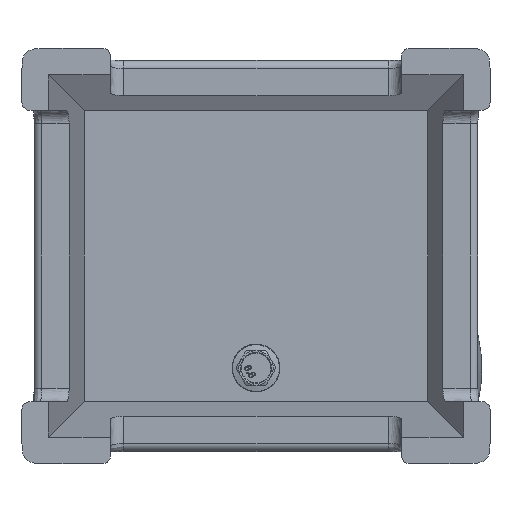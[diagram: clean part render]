
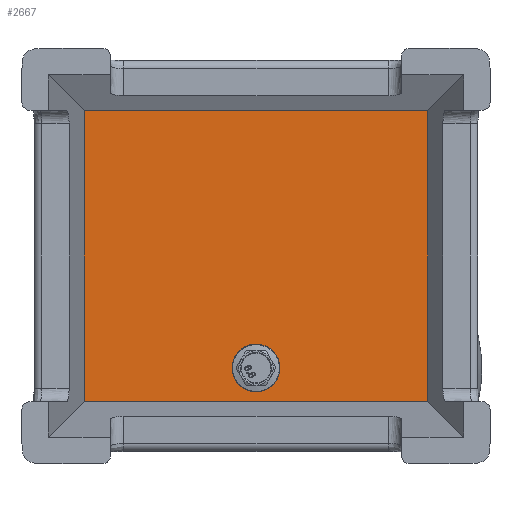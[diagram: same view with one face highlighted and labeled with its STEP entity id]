
A CAD part, front view. The second image highlights one B-rep face of the part: STEP entity #2667.
In plain terms, the highlighted free-form (B-spline) face has degree [1, 1] with [2, 2] control points.
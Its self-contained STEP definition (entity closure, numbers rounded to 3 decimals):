
#97 = VERTEX_POINT('',#98);
#98 = CARTESIAN_POINT('',(5.718,-4.289,-60.469
    ));
#103 = EDGE_CURVE('',#97,#97,#104,.T.);
#104 = ( BOUNDED_CURVE() B_SPLINE_CURVE(2,(#105,#106,#107,#108,#109,#110
,#111),.UNSPECIFIED.,.T.,.F.) B_SPLINE_CURVE_WITH_KNOTS((3,2,2,3),(
    3.142,5.236,7.33,9.425),
.PIECEWISE_BEZIER_KNOTS.) CURVE() GEOMETRIC_REPRESENTATION_ITEM() 
RATIONAL_B_SPLINE_CURVE((1.,0.5,1.,0.5,1.,0.5,1.)) REPRESENTATION_ITEM(
  '') );
#105 = CARTESIAN_POINT('',(5.718,-4.289,
    -60.469));
#106 = CARTESIAN_POINT('',(5.718,-4.289,
    -70.373));
#107 = CARTESIAN_POINT('',(-2.859,-4.289,
    -65.421));
#108 = CARTESIAN_POINT('',(-11.436,-4.289,
    -60.469));
#109 = CARTESIAN_POINT('',(-2.859,-4.289,
    -55.517));
#110 = CARTESIAN_POINT('',(5.718,-4.289,
    -50.565));
#111 = CARTESIAN_POINT('',(5.718,-4.289,
    -60.469));
#2456 = VERTEX_POINT('',#2457);
#2457 = CARTESIAN_POINT('',(-92.636,-4.289,
    -78.341));
#2462 = EDGE_CURVE('',#2463,#2456,#2465,.T.);
#2463 = VERTEX_POINT('',#2464);
#2464 = CARTESIAN_POINT('',(-92.636,-4.289,
    78.341));
#2465 = B_SPLINE_CURVE_WITH_KNOTS('',1,(#2466,#2467),.UNSPECIFIED.,.F.,
  .F.,(2,2),(13.607,123.21),.PIECEWISE_BEZIER_KNOTS.);
#2466 = CARTESIAN_POINT('',(-92.636,-4.289,
    78.341));
#2467 = CARTESIAN_POINT('',(-92.636,-4.289,
    -78.341));
#2600 = VERTEX_POINT('',#2601);
#2601 = CARTESIAN_POINT('',(92.636,-4.289,
    -78.341));
#2606 = EDGE_CURVE('',#2456,#2600,#2607,.T.);
#2607 = B_SPLINE_CURVE_WITH_KNOTS('',1,(#2608,#2609),.UNSPECIFIED.,.F.,
  .F.,(2,2),(13.607,143.21),.PIECEWISE_BEZIER_KNOTS.);
#2608 = CARTESIAN_POINT('',(-92.636,-4.289,
    -78.341));
#2609 = CARTESIAN_POINT('',(92.636,-4.289,
    -78.341));
#2624 = VERTEX_POINT('',#2625);
#2625 = CARTESIAN_POINT('',(92.636,-4.289,
    78.341));
#2630 = EDGE_CURVE('',#2600,#2624,#2631,.T.);
#2631 = B_SPLINE_CURVE_WITH_KNOTS('',1,(#2632,#2633),.UNSPECIFIED.,.F.,
  .F.,(2,2),(13.607,123.21),.PIECEWISE_BEZIER_KNOTS.);
#2632 = CARTESIAN_POINT('',(92.636,-4.289,
    -78.341));
#2633 = CARTESIAN_POINT('',(92.636,-4.289,
    78.341));
#2652 = EDGE_CURVE('',#2624,#2463,#2653,.T.);
#2653 = B_SPLINE_CURVE_WITH_KNOTS('',1,(#2654,#2655),.UNSPECIFIED.,.F.,
  .F.,(2,2),(13.607,143.21),.PIECEWISE_BEZIER_KNOTS.);
#2654 = CARTESIAN_POINT('',(92.636,-4.289,
    78.341));
#2655 = CARTESIAN_POINT('',(-92.636,-4.289,
    78.341));
#2667 = ADVANCED_FACE('',(#2668,#2674),#2677,.T.);
#2668 = FACE_BOUND('',#2669,.T.);
#2669 = EDGE_LOOP('',(#2670,#2671,#2672,#2673));
#2670 = ORIENTED_EDGE('',*,*,#2606,.T.);
#2671 = ORIENTED_EDGE('',*,*,#2630,.T.);
#2672 = ORIENTED_EDGE('',*,*,#2652,.T.);
#2673 = ORIENTED_EDGE('',*,*,#2462,.T.);
#2674 = FACE_BOUND('',#2675,.T.);
#2675 = EDGE_LOOP('',(#2676));
#2676 = ORIENTED_EDGE('',*,*,#103,.T.);
#2677 = B_SPLINE_SURFACE_WITH_KNOTS('',1,1,(
    (#2678,#2679)
    ,(#2680,#2681
    )),.UNSPECIFIED.,.F.,.F.,.F.,(2,2),(2,2),(-64.802,
    64.802),(-54.802,54.802),
  .PIECEWISE_BEZIER_KNOTS.);
#2678 = CARTESIAN_POINT('',(-92.636,-4.289,
    -78.341));
#2679 = CARTESIAN_POINT('',(-92.636,-4.289,
    78.341));
#2680 = CARTESIAN_POINT('',(92.636,-4.289,
    -78.341));
#2681 = CARTESIAN_POINT('',(92.636,-4.289,
    78.341));
